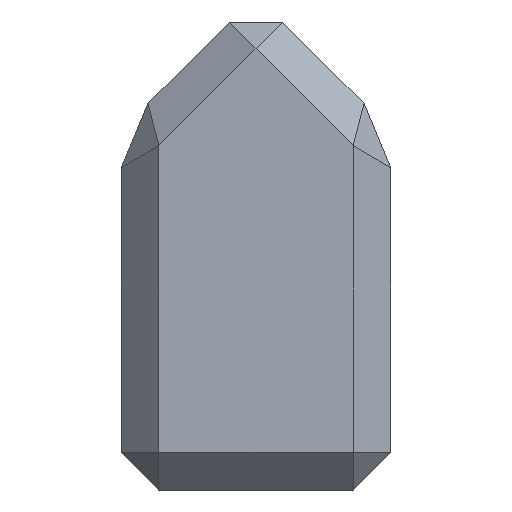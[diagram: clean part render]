
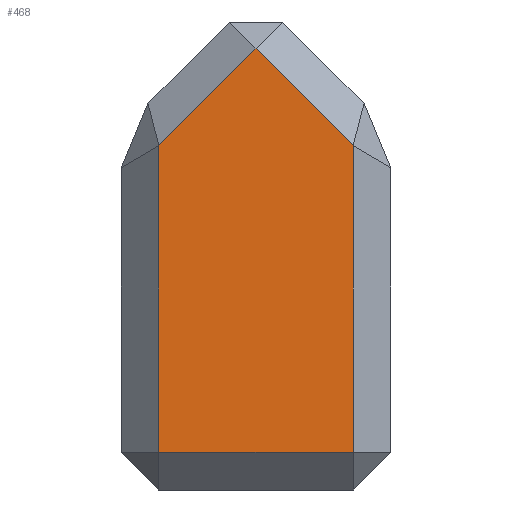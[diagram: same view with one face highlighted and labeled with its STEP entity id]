
A CAD part, left-side view. The second image highlights one B-rep face of the part: STEP entity #468.
In plain terms, the highlighted planar face has unit normal (-1, 0, 0).
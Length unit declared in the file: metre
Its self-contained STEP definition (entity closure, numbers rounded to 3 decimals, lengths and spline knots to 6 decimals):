
#122=ORIENTED_EDGE('',*,*,#162,.T.);
#123=ORIENTED_EDGE('',*,*,#142,.T.);
#124=ORIENTED_EDGE('',*,*,#133,.T.);
#125=ORIENTED_EDGE('',*,*,#150,.T.);
#126=ORIENTED_EDGE('',*,*,#178,.T.);
#133=EDGE_CURVE('',#194,#193,#223,.T.);
#142=EDGE_CURVE('',#198,#194,#232,.T.);
#150=EDGE_CURVE('',#193,#205,#240,.T.);
#162=EDGE_CURVE('',#210,#198,#252,.T.);
#178=EDGE_CURVE('',#205,#210,#268,.T.);
#193=VERTEX_POINT('',#645);
#194=VERTEX_POINT('',#647);
#198=VERTEX_POINT('',#661);
#205=VERTEX_POINT('',#680);
#210=VERTEX_POINT('',#701);
#223=LINE('',#646,#283);
#232=LINE('',#664,#292);
#240=LINE('',#681,#300);
#252=LINE('',#704,#312);
#268=LINE('',#733,#328);
#283=VECTOR('',#520,1.);
#292=VECTOR('',#535,1.);
#300=VECTOR('',#549,1.);
#312=VECTOR('',#571,1.);
#328=VECTOR('',#599,1.);
#372=EDGE_LOOP('',(#122,#123,#124,#125,#126));
#404=FACE_BOUND('',#372,.T.);
#436=PLANE('',#513);
#468=ADVANCED_FACE('',(#404),#436,.F.);
#513=AXIS2_PLACEMENT_3D('',#762,#637,#638);
#520=DIRECTION('',(0.,0.707,-0.707));
#535=DIRECTION('',(0.,0.707,0.707));
#549=DIRECTION('',(0.,0.,-1.));
#571=DIRECTION('',(0.,0.,1.));
#599=DIRECTION('',(0.,-1.,0.));
#637=DIRECTION('',(1.,0.,0.));
#638=DIRECTION('',(0.,1.,0.));
#645=CARTESIAN_POINT('',(-0.141142,-0.054605,0.006573));
#646=CARTESIAN_POINT('',(-0.141142,-0.024016,-0.024016));
#647=CARTESIAN_POINT('',(-0.141142,-0.055894,0.007862));
#661=CARTESIAN_POINT('',(-0.141142,-0.057183,0.006573));
#664=CARTESIAN_POINT('',(-0.141142,-0.031878,0.031878));
#680=CARTESIAN_POINT('',(-0.141142,-0.054605,0.0025));
#681=CARTESIAN_POINT('',(-0.141142,-0.054605,0.));
#701=CARTESIAN_POINT('',(-0.141142,-0.057183,0.0025));
#704=CARTESIAN_POINT('',(-0.141142,-0.057183,0.));
#733=CARTESIAN_POINT('',(-0.141142,0.,0.0025));
#762=CARTESIAN_POINT('',(-0.141142,0.,0.));
